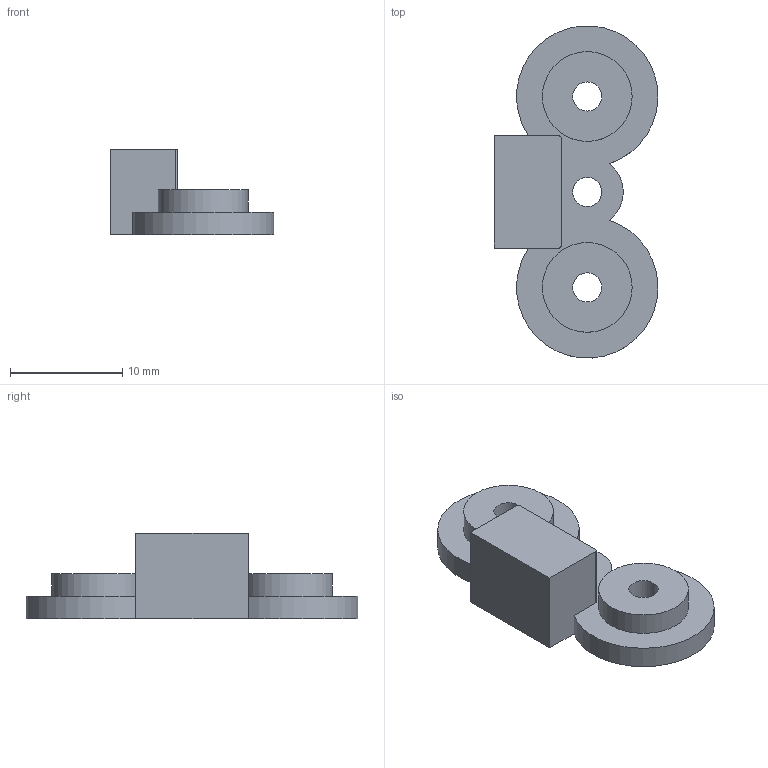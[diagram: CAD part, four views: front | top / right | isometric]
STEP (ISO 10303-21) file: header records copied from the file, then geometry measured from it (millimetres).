
FILE_DESCRIPTION( ( '' ), ' ' );
FILE_NAME( '5e581b40f6024b13c78e366b.step', '2020-02-27T19:40:50', ( '' ), ( '' ), ' ', ' ', ' ' );
FILE_SCHEMA( ( 'AUTOMOTIVE_DESIGN { 1 0 10303 214 1 1 1 1 }' ) );
Length unit declared in the file: metre
Products named in the file (1): Part 2
Bounding box: 14.59 x 29.57 x 7.6 mm (x, y, z)
Volume: 1134.1 mm3; surface area: 1148.2 mm2
Topology: 1 solids, 1 shells, 19 faces, 45 edges, 30 vertices
Faces by surface type: cylinder 10, plane 9
Full cylindrical faces by diameter (mm): 2.6 x3, 8 x2
Entity records: 714 total; most frequent: DIRECTION 100, CARTESIAN_POINT 90, ORIENTED_EDGE 80, AXIS2_PLACEMENT_3D 40, EDGE_CURVE 40, EDGE_LOOP 32, VERTEX_POINT 30, FACE_OUTER_BOUND 24
